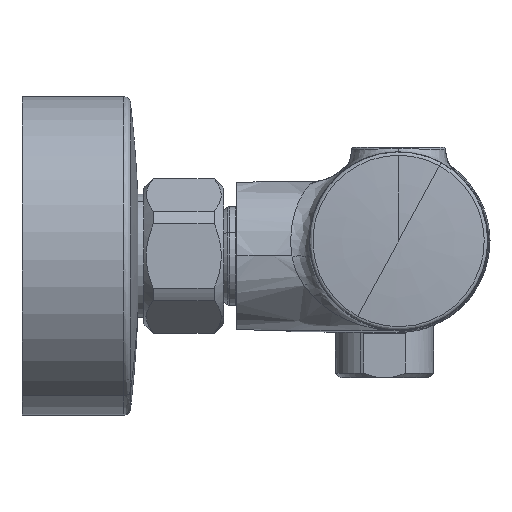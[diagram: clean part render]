
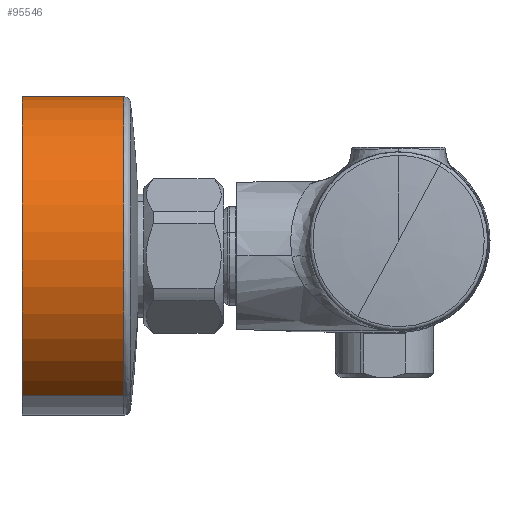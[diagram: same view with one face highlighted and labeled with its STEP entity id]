
A CAD part, front view. The second image highlights one B-rep face of the part: STEP entity #95546.
In plain terms, the highlighted cylindrical face has radius 34 mm (diameter 68 mm), a partial arc.
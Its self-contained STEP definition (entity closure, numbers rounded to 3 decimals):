
#95361=CARTESIAN_POINT(' ',(0.,0.,12.5));
#95366=DIRECTION(' ',(0.,0.,-1.));
#95371=DIRECTION(' ',(0.878,-0.479,0.));
#95376=AXIS2_PLACEMENT_3D(' ',#95361,#95366,#95371);
#95381=CYLINDRICAL_SURFACE(' ',#95376,34.);
#95386=CARTESIAN_POINT(' ',(-29.838,16.3,21.664));
#95391=DIRECTION(' ',(0.,0.,-1.));
#95396=VECTOR(' ',#95391,1.);
#95401=LINE('',#95386,#95396);
#95406=CARTESIAN_POINT(' ',(-29.838,16.3,21.664));
#95407=VERTEX_POINT(' ',#95406);
#95411=CARTESIAN_POINT(' ',(-29.838,16.3,0.));
#95412=VERTEX_POINT(' ',#95411);
#95416=EDGE_CURVE(' ',#95407,#95412,#95401,.T.);
#95421=ORIENTED_EDGE(' ',*,*,#95416,.T.);
#95426=CARTESIAN_POINT(' ',(0.,0.,0.));
#95431=DIRECTION(' ',(0.,0.,-1.));
#95436=DIRECTION(' ',(0.878,-0.479,0.));
#95441=AXIS2_PLACEMENT_3D(' ',#95426,#95431,#95436);
#95446=CIRCLE('',#95441,34.);
#95451=CARTESIAN_POINT(' ',(29.838,-16.3,0.));
#95452=VERTEX_POINT(' ',#95451);
#95456=EDGE_CURVE(' ',#95452,#95412,#95446,.T.);
#95461=ORIENTED_EDGE(' ',*,*,#95456,.F.);
#95466=CARTESIAN_POINT(' ',(29.838,-16.3,21.664));
#95471=DIRECTION(' ',(0.,0.,-1.));
#95476=VECTOR(' ',#95471,1.);
#95481=LINE('',#95466,#95476);
#95486=CARTESIAN_POINT(' ',(29.838,-16.3,21.664));
#95487=VERTEX_POINT(' ',#95486);
#95491=EDGE_CURVE(' ',#95487,#95452,#95481,.T.);
#95496=ORIENTED_EDGE(' ',*,*,#95491,.F.);
#95501=CARTESIAN_POINT(' ',(0.,0.,21.664));
#95506=DIRECTION(' ',(0.,0.,-1.));
#95511=DIRECTION(' ',(0.878,-0.479,0.));
#95516=AXIS2_PLACEMENT_3D(' ',#95501,#95506,#95511);
#95521=CIRCLE('',#95516,34.);
#95526=EDGE_CURVE(' ',#95487,#95407,#95521,.T.);
#95531=ORIENTED_EDGE(' ',*,*,#95526,.T.);
#95536=EDGE_LOOP(' ',(#95421,#95461,#95496,#95531));
#95541=FACE_OUTER_BOUND(' ',#95536,.T.);
#95546=ADVANCED_FACE('',(#95541),#95381,.T.);
